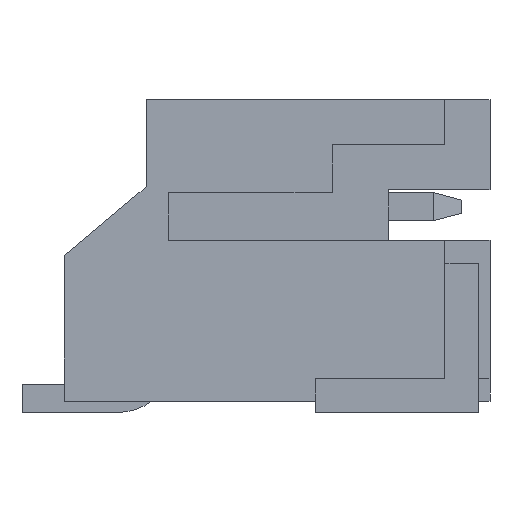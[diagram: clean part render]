
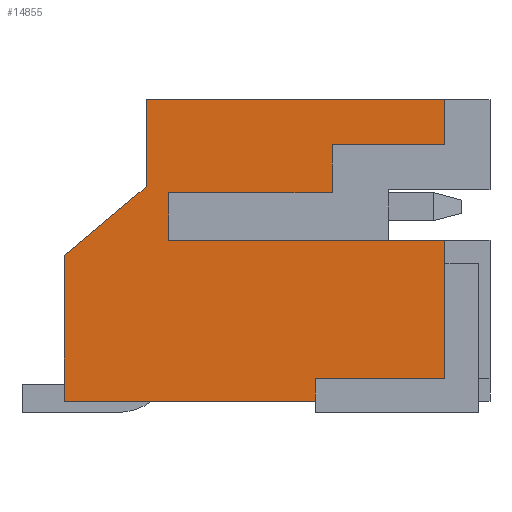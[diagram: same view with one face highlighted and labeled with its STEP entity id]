
A CAD part, left-side view. The second image highlights one B-rep face of the part: STEP entity #14855.
In plain terms, the highlighted planar face has unit normal (-1, 0, 0).
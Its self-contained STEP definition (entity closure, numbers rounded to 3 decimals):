
#17 = ORIENTED_EDGE ( 'NONE', *, *, #20249, .F. ) ;
#371 = CARTESIAN_POINT ( 'NONE',  ( -7.95, -5.3, -2.275 ) ) ;
#604 = VERTEX_POINT ( 'NONE', #12010 ) ;
#803 = VERTEX_POINT ( 'NONE', #371 ) ;
#1090 = CARTESIAN_POINT ( 'NONE',  ( -7.95, 1.45, -2.675 ) ) ;
#1291 = CARTESIAN_POINT ( 'NONE',  ( -7.95, -3.3, 1.025 ) ) ;
#1358 = CARTESIAN_POINT ( 'NONE',  ( -7.95, -0.4, 1.025 ) ) ;
#1569 = VECTOR ( 'NONE', #6416, 1000. ) ;
#2283 = CARTESIAN_POINT ( 'NONE',  ( -7.95, -3.3, 1.875 ) ) ;
#2472 = LINE ( 'NONE', #2283, #8426 ) ;
#3247 = VECTOR ( 'NONE', #18815, 1000. ) ;
#3270 = CARTESIAN_POINT ( 'NONE',  ( -7.95, -3.3, 1.025 ) ) ;
#3274 = DIRECTION ( 'NONE',  ( 0., 0., -1. ) ) ;
#3600 = AXIS2_PLACEMENT_3D ( 'NONE', #8287, #8396, #5300 ) ;
#4318 = LINE ( 'NONE', #10880, #19320 ) ;
#4342 = DIRECTION ( 'NONE',  ( 0., 0.766, -0.643 ) ) ;
#4448 = VERTEX_POINT ( 'NONE', #17945 ) ;
#4516 = EDGE_CURVE ( 'NONE', #8391, #12314, #12807, .T. ) ;
#4622 = DIRECTION ( 'NONE',  ( 0., 0., -1. ) ) ;
#4814 = LINE ( 'NONE', #20944, #7729 ) ;
#5015 = LINE ( 'NONE', #18336, #7970 ) ;
#5285 = EDGE_CURVE ( 'NONE', #18359, #16685, #5015, .T. ) ;
#5300 = DIRECTION ( 'NONE',  ( 0., 0., 1. ) ) ;
#5356 = CARTESIAN_POINT ( 'NONE',  ( -7.95, -3.3, 0.175 ) ) ;
#5402 = EDGE_CURVE ( 'NONE', #15522, #4448, #4318, .T. ) ;
#5723 = VERTEX_POINT ( 'NONE', #18079 ) ;
#5822 = ORIENTED_EDGE ( 'NONE', *, *, #13569, .F. ) ;
#6416 = DIRECTION ( 'NONE',  ( 0., 0., 1. ) ) ;
#6493 = CARTESIAN_POINT ( 'NONE',  ( -7.95, -5.3, 0.175 ) ) ;
#6606 = VERTEX_POINT ( 'NONE', #9734 ) ;
#6641 = LINE ( 'NONE', #18365, #12933 ) ;
#7217 = CARTESIAN_POINT ( 'NONE',  ( -7.95, -3., -2.675 ) ) ;
#7273 = ORIENTED_EDGE ( 'NONE', *, *, #9333, .F. ) ;
#7285 = VECTOR ( 'NONE', #21195, 1000. ) ;
#7374 = ORIENTED_EDGE ( 'NONE', *, *, #5285, .F. ) ;
#7525 = CARTESIAN_POINT ( 'NONE',  ( -7.95, 1.45, -0.092 ) ) ;
#7612 = DIRECTION ( 'NONE',  ( 0., 0., 1. ) ) ;
#7729 = VECTOR ( 'NONE', #13012, 1000. ) ;
#7752 = ORIENTED_EDGE ( 'NONE', *, *, #9157, .T. ) ;
#7970 = VECTOR ( 'NONE', #3274, 1000. ) ;
#7990 = VECTOR ( 'NONE', #19225, 1000. ) ;
#8073 = EDGE_LOOP ( 'NONE', ( #13311, #18877, #16580, #5822, #13838, #12941, #7273, #17344, #13344, #7374, #10586, #17, #7752, #17577 ) ) ;
#8287 = CARTESIAN_POINT ( 'NONE',  ( -7.95, -6.1, -2.675 ) ) ;
#8391 = VERTEX_POINT ( 'NONE', #7525 ) ;
#8396 = DIRECTION ( 'NONE',  ( -1., 0., 0. ) ) ;
#8426 = VECTOR ( 'NONE', #10777, 1000. ) ;
#8906 = LINE ( 'NONE', #15679, #3247 ) ;
#9074 = LINE ( 'NONE', #1358, #17077 ) ;
#9157 = EDGE_CURVE ( 'NONE', #13807, #8391, #9607, .T. ) ;
#9333 = EDGE_CURVE ( 'NONE', #13358, #6606, #12799, .T. ) ;
#9583 = CARTESIAN_POINT ( 'NONE',  ( -7.95, -5.3, -2.675 ) ) ;
#9607 = LINE ( 'NONE', #11105, #10408 ) ;
#9734 = CARTESIAN_POINT ( 'NONE',  ( -7.95, -0.4, 1.025 ) ) ;
#10219 = CARTESIAN_POINT ( 'NONE',  ( -7.95, -0.4, 0.175 ) ) ;
#10342 = VERTEX_POINT ( 'NONE', #6493 ) ;
#10408 = VECTOR ( 'NONE', #4342, 1000. ) ;
#10586 = ORIENTED_EDGE ( 'NONE', *, *, #13751, .T. ) ;
#10777 = DIRECTION ( 'NONE',  ( 0., 0., -1. ) ) ;
#10880 = CARTESIAN_POINT ( 'NONE',  ( -7.95, -3., -2.675 ) ) ;
#11048 = CARTESIAN_POINT ( 'NONE',  ( -7.95, 0., 1.125 ) ) ;
#11105 = CARTESIAN_POINT ( 'NONE',  ( -7.95, 1.45, -0.092 ) ) ;
#11184 = EDGE_CURVE ( 'NONE', #4448, #803, #14351, .T. ) ;
#11359 = CARTESIAN_POINT ( 'NONE',  ( -7.95, 0., -2.675 ) ) ;
#11613 = VECTOR ( 'NONE', #4622, 1000. ) ;
#12010 = CARTESIAN_POINT ( 'NONE',  ( -7.95, 0., 2.675 ) ) ;
#12119 = VECTOR ( 'NONE', #20573, 1000. ) ;
#12314 = VERTEX_POINT ( 'NONE', #1090 ) ;
#12799 = LINE ( 'NONE', #1291, #7990 ) ;
#12807 = LINE ( 'NONE', #19347, #11613 ) ;
#12933 = VECTOR ( 'NONE', #16532, 1000. ) ;
#12941 = ORIENTED_EDGE ( 'NONE', *, *, #17092, .F. ) ;
#13012 = DIRECTION ( 'NONE',  ( 0., 1., 0. ) ) ;
#13293 = FACE_OUTER_BOUND ( 'NONE', #8073, .T. ) ;
#13311 = ORIENTED_EDGE ( 'NONE', *, *, #15792, .F. ) ;
#13344 = ORIENTED_EDGE ( 'NONE', *, *, #20134, .T. ) ;
#13358 = VERTEX_POINT ( 'NONE', #3270 ) ;
#13489 = PLANE ( 'NONE',  #3600 ) ;
#13569 = EDGE_CURVE ( 'NONE', #10342, #803, #14649, .T. ) ;
#13751 = EDGE_CURVE ( 'NONE', #18359, #604, #8906, .T. ) ;
#13807 = VERTEX_POINT ( 'NONE', #11048 ) ;
#13838 = ORIENTED_EDGE ( 'NONE', *, *, #16956, .F. ) ;
#14351 = LINE ( 'NONE', #15509, #12119 ) ;
#14649 = LINE ( 'NONE', #9583, #7285 ) ;
#14855 = ADVANCED_FACE ( 'NONE', ( #13293 ), #13489, .T. ) ;
#15447 = EDGE_CURVE ( 'NONE', #5723, #13358, #2472, .T. ) ;
#15509 = CARTESIAN_POINT ( 'NONE',  ( -7.95, -3., -2.275 ) ) ;
#15522 = VERTEX_POINT ( 'NONE', #7217 ) ;
#15630 = DIRECTION ( 'NONE',  ( 0., 0., -1. ) ) ;
#15679 = CARTESIAN_POINT ( 'NONE',  ( -7.95, -6.1, 2.675 ) ) ;
#15792 = EDGE_CURVE ( 'NONE', #15522, #12314, #4814, .T. ) ;
#16532 = DIRECTION ( 'NONE',  ( 0., -1., 0. ) ) ;
#16580 = ORIENTED_EDGE ( 'NONE', *, *, #11184, .T. ) ;
#16685 = VERTEX_POINT ( 'NONE', #20722 ) ;
#16956 = EDGE_CURVE ( 'NONE', #17417, #10342, #17136, .T. ) ;
#17077 = VECTOR ( 'NONE', #15630, 1000. ) ;
#17092 = EDGE_CURVE ( 'NONE', #6606, #17417, #9074, .T. ) ;
#17136 = LINE ( 'NONE', #5356, #19857 ) ;
#17344 = ORIENTED_EDGE ( 'NONE', *, *, #15447, .F. ) ;
#17417 = VERTEX_POINT ( 'NONE', #10219 ) ;
#17577 = ORIENTED_EDGE ( 'NONE', *, *, #4516, .T. ) ;
#17945 = CARTESIAN_POINT ( 'NONE',  ( -7.95, -3., -2.275 ) ) ;
#18079 = CARTESIAN_POINT ( 'NONE',  ( -7.95, -3.3, 1.875 ) ) ;
#18336 = CARTESIAN_POINT ( 'NONE',  ( -7.95, -5.3, -2.675 ) ) ;
#18359 = VERTEX_POINT ( 'NONE', #20453 ) ;
#18365 = CARTESIAN_POINT ( 'NONE',  ( -7.95, -3.3, 1.875 ) ) ;
#18815 = DIRECTION ( 'NONE',  ( 0., 1., 0. ) ) ;
#18877 = ORIENTED_EDGE ( 'NONE', *, *, #5402, .T. ) ;
#19225 = DIRECTION ( 'NONE',  ( 0., 1., 0. ) ) ;
#19320 = VECTOR ( 'NONE', #7612, 1000. ) ;
#19347 = CARTESIAN_POINT ( 'NONE',  ( -7.95, 1.45, -2.675 ) ) ;
#19857 = VECTOR ( 'NONE', #20491, 1000. ) ;
#20134 = EDGE_CURVE ( 'NONE', #5723, #16685, #6641, .T. ) ;
#20249 = EDGE_CURVE ( 'NONE', #13807, #604, #20831, .T. ) ;
#20453 = CARTESIAN_POINT ( 'NONE',  ( -7.95, -5.3, 2.675 ) ) ;
#20491 = DIRECTION ( 'NONE',  ( 0., -1., 0. ) ) ;
#20573 = DIRECTION ( 'NONE',  ( 0., -1., 0. ) ) ;
#20722 = CARTESIAN_POINT ( 'NONE',  ( -7.95, -5.3, 1.875 ) ) ;
#20831 = LINE ( 'NONE', #11359, #1569 ) ;
#20944 = CARTESIAN_POINT ( 'NONE',  ( -7.95, -6.1, -2.675 ) ) ;
#21195 = DIRECTION ( 'NONE',  ( 0., 0., -1. ) ) ;
